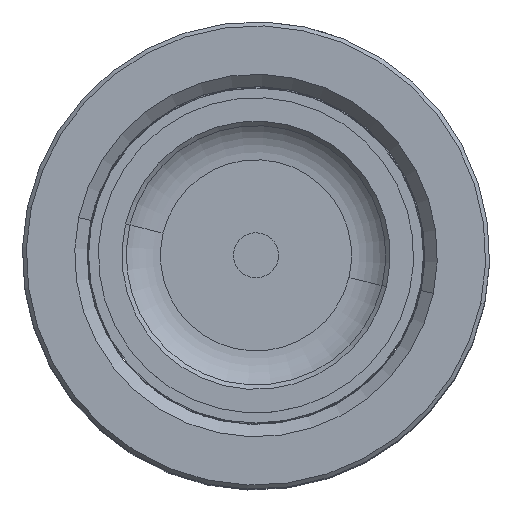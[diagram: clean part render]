
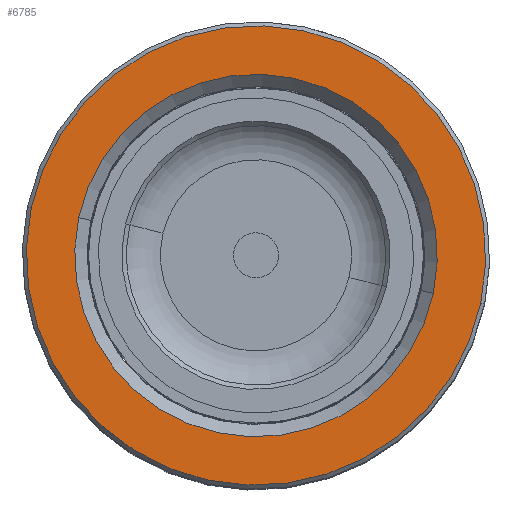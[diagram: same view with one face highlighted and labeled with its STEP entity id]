
A CAD part, top view. The second image highlights one B-rep face of the part: STEP entity #6785.
In plain terms, the highlighted planar face has unit normal (0, 0, 1).
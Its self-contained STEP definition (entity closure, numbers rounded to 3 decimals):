
#2476 = DIRECTION ( 'NONE',  ( 0., 0., 1. ) ) ;
#2477 = DIRECTION ( 'NONE',  ( 0., 0., -1. ) ) ;
#5286 = AXIS2_PLACEMENT_3D ( 'NONE', #28793, #28628, #6183 ) ;
#5925 = EDGE_CURVE ( 'NONE', #45920, #47197, #15680, .T. ) ;
#6183 = DIRECTION ( 'NONE',  ( 1., 0., 0. ) ) ;
#6756 = CARTESIAN_POINT ( 'NONE',  ( 0., 0., 100. ) ) ;
#6785 = ADVANCED_FACE ( 'NONE', ( #42798, #45724 ), #28543, .T. ) ;
#8655 = CARTESIAN_POINT ( 'NONE',  ( 32.2, 0., 100. ) ) ;
#8921 = CARTESIAN_POINT ( 'NONE',  ( 40.8, 0., 100. ) ) ;
#10395 = ORIENTED_EDGE ( 'NONE', *, *, #32314, .T. ) ;
#12363 = EDGE_LOOP ( 'NONE', ( #26536, #37246 ) ) ;
#12436 = EDGE_CURVE ( 'NONE', #37034, #44104, #13764, .T. ) ;
#13764 = CIRCLE ( 'NONE', #41337, 40.8 ) ;
#13808 = DIRECTION ( 'NONE',  ( 1., 0., 0. ) ) ;
#13855 = DIRECTION ( 'NONE',  ( 1., 0., 0. ) ) ;
#14896 = EDGE_CURVE ( 'NONE', #44104, #37034, #23083, .T. ) ;
#15422 = ORIENTED_EDGE ( 'NONE', *, *, #5925, .T. ) ;
#15680 = CIRCLE ( 'NONE', #30029, 32.2 ) ;
#18581 = DIRECTION ( 'NONE',  ( 0., 0., 1. ) ) ;
#18760 = CARTESIAN_POINT ( 'NONE',  ( -40.8, 0., 100. ) ) ;
#20131 = AXIS2_PLACEMENT_3D ( 'NONE', #40507, #25596, #13855 ) ;
#21441 = DIRECTION ( 'NONE',  ( 1., 0., 0. ) ) ;
#23083 = CIRCLE ( 'NONE', #20131, 40.8 ) ;
#25596 = DIRECTION ( 'NONE',  ( 0., 0., 1. ) ) ;
#26536 = ORIENTED_EDGE ( 'NONE', *, *, #14896, .T. ) ;
#28543 = PLANE ( 'NONE',  #41389 ) ;
#28628 = DIRECTION ( 'NONE',  ( 0., 0., -1. ) ) ;
#28793 = CARTESIAN_POINT ( 'NONE',  ( 0., 0., 100. ) ) ;
#30029 = AXIS2_PLACEMENT_3D ( 'NONE', #6756, #2477, #13808 ) ;
#32314 = EDGE_CURVE ( 'NONE', #47197, #45920, #43645, .T. ) ;
#34065 = DIRECTION ( 'NONE',  ( 1., 0., 0. ) ) ;
#37034 = VERTEX_POINT ( 'NONE', #8921 ) ;
#37246 = ORIENTED_EDGE ( 'NONE', *, *, #12436, .T. ) ;
#37520 = CARTESIAN_POINT ( 'NONE',  ( 0., 0., 100. ) ) ;
#40507 = CARTESIAN_POINT ( 'NONE',  ( 0., 0., 100. ) ) ;
#41337 = AXIS2_PLACEMENT_3D ( 'NONE', #37520, #18581, #34065 ) ;
#41389 = AXIS2_PLACEMENT_3D ( 'NONE', #43924, #2476, #21441 ) ;
#42798 = FACE_OUTER_BOUND ( 'NONE', #12363, .T. ) ;
#43645 = CIRCLE ( 'NONE', #5286, 32.2 ) ;
#43924 = CARTESIAN_POINT ( 'NONE',  ( 0., 0., 100. ) ) ;
#44104 = VERTEX_POINT ( 'NONE', #18760 ) ;
#44806 = CARTESIAN_POINT ( 'NONE',  ( -32.2, 0., 100. ) ) ;
#45724 = FACE_BOUND ( 'NONE', #47527, .T. ) ;
#45920 = VERTEX_POINT ( 'NONE', #44806 ) ;
#47197 = VERTEX_POINT ( 'NONE', #8655 ) ;
#47527 = EDGE_LOOP ( 'NONE', ( #10395, #15422 ) ) ;
